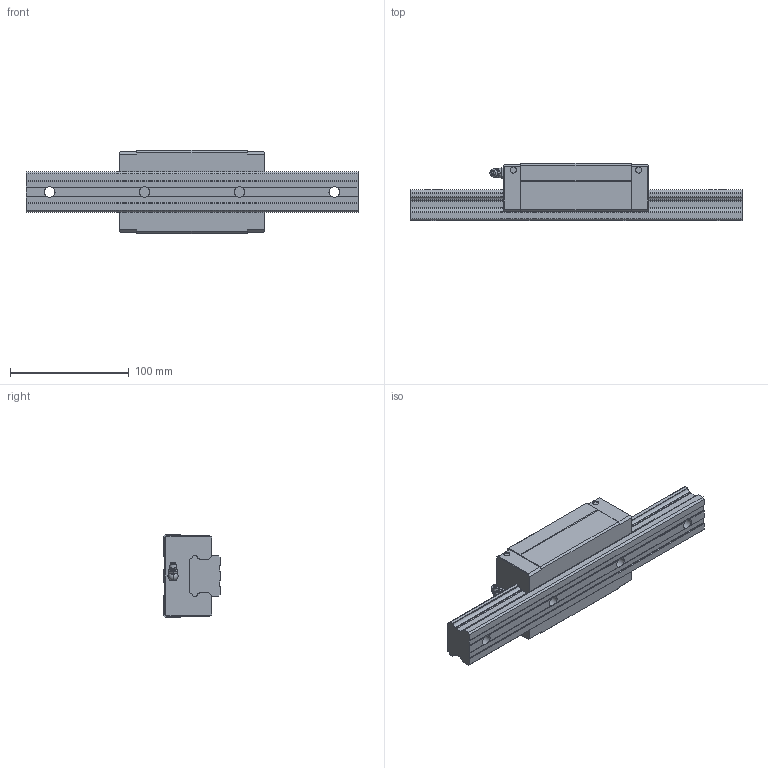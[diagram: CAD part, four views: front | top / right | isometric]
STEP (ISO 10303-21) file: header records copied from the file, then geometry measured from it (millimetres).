
FILE_DESCRIPTION( ( '' ), '1' );
FILE_NAME( 'SHS35V1SS280200B-M6F79000.stp', '2015-10-08T14:27:43', ( '' ), ( '' ), ' ', ' ', ' ' );
FILE_SCHEMA( ( 'automotive_design' ) );
Length unit declared in the file: millimetre
Products named in the file (3): 1; 2; 3
Bounding box: 280 x 48 x 70 mm (x, y, z)
Volume: 481135.7 mm3; surface area: 76532.6 mm2
Topology: 3 solids, 3 shells, 256 faces, 695 edges, 442 vertices
Faces by surface type: plane 120, cylinder 86, cone 38, torus 6, sphere 6
Entity records: 15907 total; most frequent: CARTESIAN_POINT 1674, DIRECTION 1406, STYLED_ITEM 1380, PRESENTATION_STYLE_ASSIGNMENT 1380, COLOUR_RGB 1380, ORIENTED_EDGE 1358, EDGE_CURVE 679, CURVE_STYLE 679
